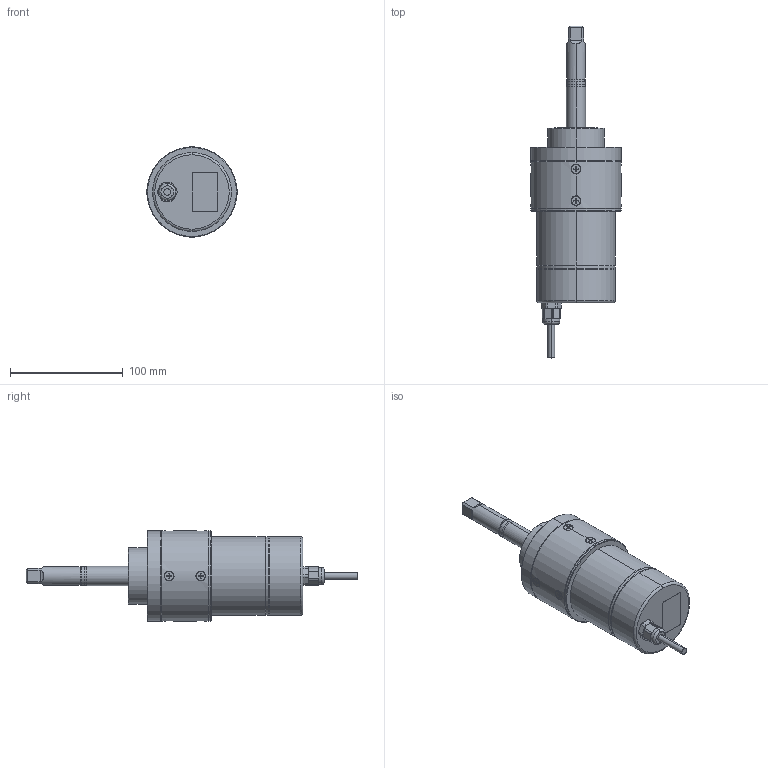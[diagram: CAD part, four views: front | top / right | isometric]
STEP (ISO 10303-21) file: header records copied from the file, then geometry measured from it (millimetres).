
FILE_DESCRIPTION (( 'STEP AP203' ), '1' );
FILE_NAME ('Stroller chassis motor R0 250408.STEP', '2025-04-08T01:52:32', ( '' ), ( '' ), 'SwSTEP 2.0', 'SolidWorks 2023', '' );
FILE_SCHEMA (( 'CONFIG_CONTROL_DESIGN' ));
Length unit declared in the file: millimetre
Products named in the file (1): Stroller chassis motor R0 250408
Bounding box: 80 x 294.5 x 80 mm (x, y, z)
Volume: 644717.2 mm3; surface area: 67230 mm2
Topology: 13 solids, 13 shells, 576 faces, 1607 edges, 1008 vertices
Faces by surface type: cylinder 201, plane 192, cone 98, torus 57, sphere 28
Entity records: 19296 total; most frequent: CARTESIAN_POINT 5028, ORIENTED_EDGE 2994, DIRECTION 2993, EDGE_CURVE 1497, AXIS2_PLACEMENT_3D 1153, VERTEX_POINT 952, LINE 687, VECTOR 687
